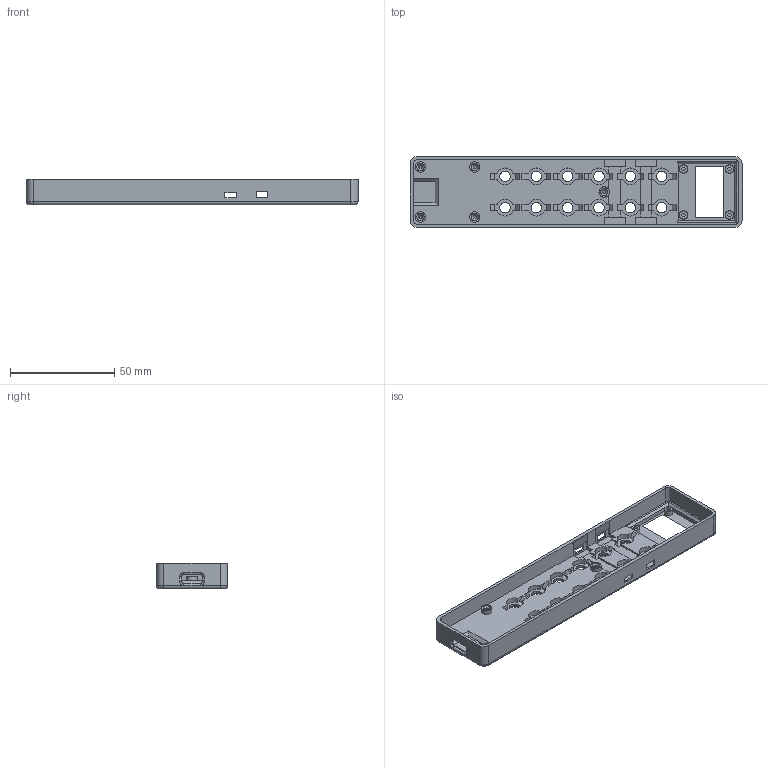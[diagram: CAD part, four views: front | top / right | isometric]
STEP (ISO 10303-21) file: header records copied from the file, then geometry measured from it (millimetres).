
FILE_DESCRIPTION(/* description */ (''),/* implementation_level */ '2;1');
FILE_NAME(/* name */ 'top_side_including display_and_side_btns_#V1.0.stp',/* time_stamp */ '2021-12-11T11:22:11+01:00',/* author */ ('Fab'),/* organization */ (''),/* preprocessor_version */ 'ST-DEVELOPER v18',/* originating_system */ 'Autodesk Inventor 2020',/* authorisation */ '');
FILE_SCHEMA (('AUTOMOTIVE_DESIGN { 1 0 10303 214 3 1 1 }'));
Length unit declared in the file: millimetre
Products named in the file (1): top_side_including display_and_side_btns_#V1.0
Bounding box: 159 x 34 x 12.2 mm (x, y, z)
Volume: 20540.6 mm3; surface area: 19483.7 mm2
Topology: 6 solids, 6 shells, 475 faces, 1491 edges, 1236 vertices
Faces by surface type: plane 226, cylinder 194, bspline 30, torus 20, cone 5
Full cylindrical faces by diameter (mm): 1.567 x53, 1.8 x4, 2 x50, 4 x4, 5 x17
Entity records: 28856 total; most frequent: CARTESIAN_POINT 16781, ORIENTED_EDGE 2532, DIRECTION 2208, EDGE_CURVE 1266, VERTEX_POINT 828, LINE 750, VECTOR 750, AXIS2_PLACEMENT_3D 729
